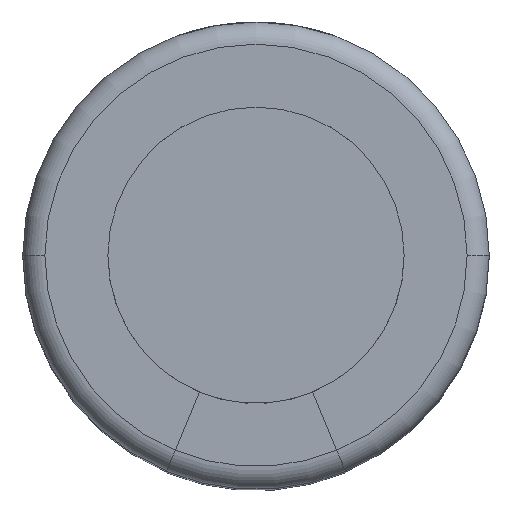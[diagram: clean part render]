
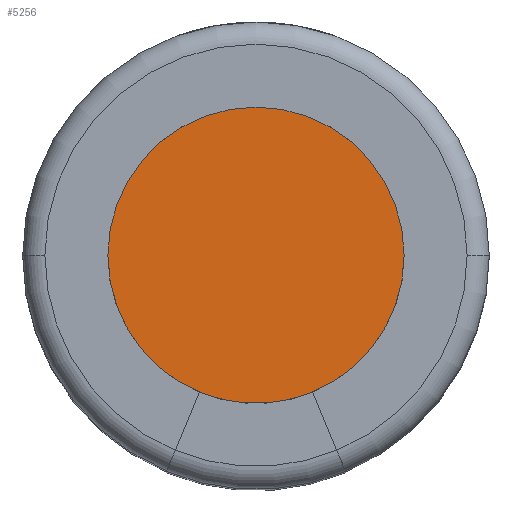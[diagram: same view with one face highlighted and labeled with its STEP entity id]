
A CAD part, top view. The second image highlights one B-rep face of the part: STEP entity #5256.
In plain terms, the highlighted planar face has unit normal (0, 0, 1).
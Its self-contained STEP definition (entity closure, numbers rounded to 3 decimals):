
#162 = CARTESIAN_POINT ( 'NONE',  ( -2., 0., 10.8 ) ) ;
#1391 = AXIS2_PLACEMENT_3D ( 'NONE', #7853, #5202, #9924 ) ;
#1634 = PLANE ( 'NONE',  #1391 ) ;
#2258 = AXIS2_PLACEMENT_3D ( 'NONE', #10684, #5366, #13847 ) ;
#3696 = CARTESIAN_POINT ( 'NONE',  ( 0., 0., 10.8 ) ) ;
#3853 = DIRECTION ( 'NONE',  ( 0., 0., 1. ) ) ;
#5095 = ORIENTED_EDGE ( 'NONE', *, *, #12274, .T. ) ;
#5202 = DIRECTION ( 'NONE',  ( 0., 0., 1. ) ) ;
#5256 = ADVANCED_FACE ( 'NONE', ( #14938 ), #1634, .T. ) ;
#5270 = VERTEX_POINT ( 'NONE', #8896 ) ;
#5366 = DIRECTION ( 'NONE',  ( 0., 0., 1. ) ) ;
#6136 = DIRECTION ( 'NONE',  ( 1., 0., 0. ) ) ;
#7435 = EDGE_LOOP ( 'NONE', ( #5095, #14625 ) ) ;
#7853 = CARTESIAN_POINT ( 'NONE',  ( 0., 0., 10.8 ) ) ;
#8558 = CIRCLE ( 'NONE', #14827, 2. ) ;
#8896 = CARTESIAN_POINT ( 'NONE',  ( 2., 0., 10.8 ) ) ;
#9924 = DIRECTION ( 'NONE',  ( 1., 0., 0. ) ) ;
#10684 = CARTESIAN_POINT ( 'NONE',  ( 0., 0., 10.8 ) ) ;
#12274 = EDGE_CURVE ( 'NONE', #5270, #12662, #14071, .T. ) ;
#12662 = VERTEX_POINT ( 'NONE', #162 ) ;
#13847 = DIRECTION ( 'NONE',  ( 1., 0., 0. ) ) ;
#14071 = CIRCLE ( 'NONE', #2258, 2. ) ;
#14625 = ORIENTED_EDGE ( 'NONE', *, *, #14692, .T. ) ;
#14692 = EDGE_CURVE ( 'NONE', #12662, #5270, #8558, .T. ) ;
#14827 = AXIS2_PLACEMENT_3D ( 'NONE', #3696, #3853, #6136 ) ;
#14938 = FACE_OUTER_BOUND ( 'NONE', #7435, .T. ) ;
